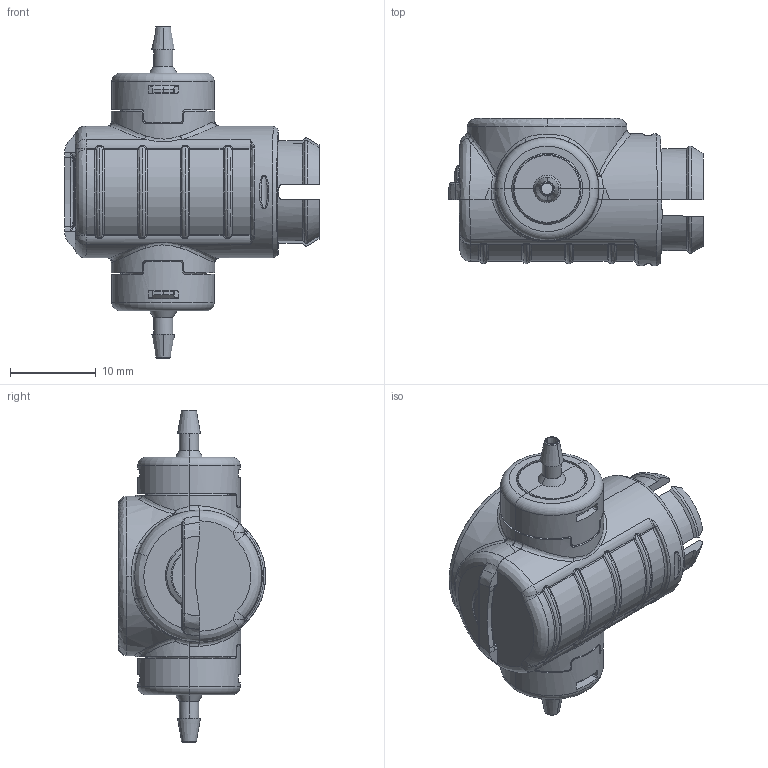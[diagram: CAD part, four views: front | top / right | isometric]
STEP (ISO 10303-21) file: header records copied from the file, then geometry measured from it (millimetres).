
FILE_DESCRIPTION (( 'STEP AP214' ), '1' );
FILE_NAME ('CS6-SD_A_DF.STEP', '2019-12-20T12:10:20', ( '' ), ( '' ), 'SwSTEP 2.0', 'SolidWorks 2018', '' );
FILE_SCHEMA (( 'AUTOMOTIVE_DESIGN' ));
Length unit declared in the file: millimetre
Products named in the file (1): CS6-SD_A_DF
Bounding box: 29.74 x 17.2 x 38.8 mm (x, y, z)
Volume: 5305.1 mm3; surface area: 8502.4 mm2
Topology: 7 solids, 8 shells, 1373 faces, 3412 edges, 2014 vertices
Faces by surface type: bspline 460, cylinder 396, plane 317, cone 102, torus 84, sphere 14
Entity records: 64258 total; most frequent: CARTESIAN_POINT 33676, ORIENTED_EDGE 6740, DIRECTION 4773, EDGE_CURVE 3370, VERTEX_POINT 2014, AXIS2_PLACEMENT_3D 1849, EDGE_LOOP 1400, ADVANCED_FACE 1373
